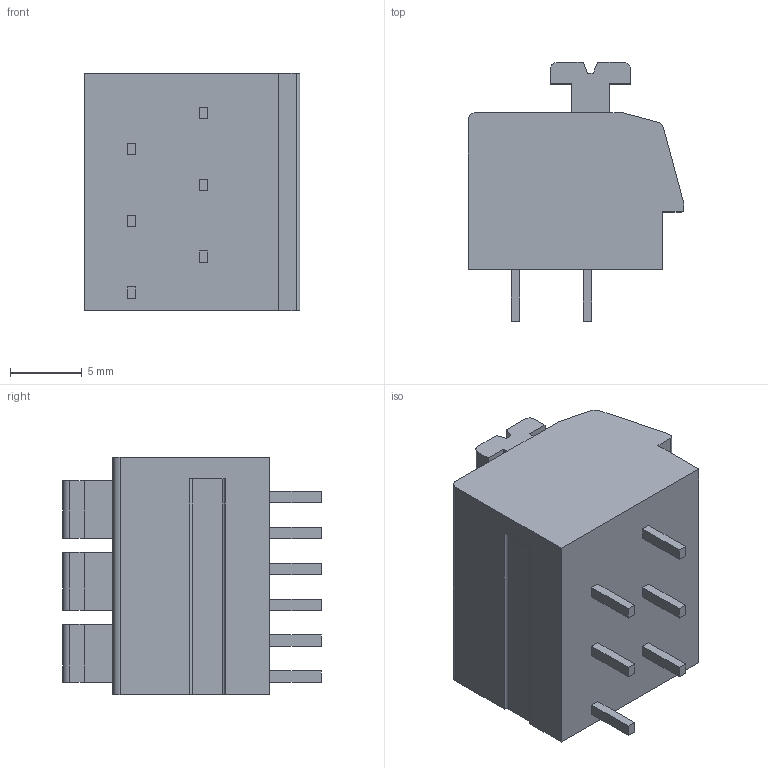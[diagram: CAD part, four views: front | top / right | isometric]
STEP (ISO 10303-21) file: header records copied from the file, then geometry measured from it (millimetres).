
FILE_DESCRIPTION( ( 'STEP AP214' ), '1' );
FILE_NAME( '804-103.stp', '2020-03-11T23:36:08', ( '' ), ( '' ), ' ', 'PARTsolutions', ' ' );
FILE_SCHEMA( ( 'AUTOMOTIVE_DESIGN { 1 0 10303 214 1 1 1 1 }' ) );
Length unit declared in the file: millimetre
Products named in the file (1): _804-103
Bounding box: 15 x 18 x 16.5 mm (x, y, z)
Volume: 2555 mm3; surface area: 1604.4 mm2
Topology: 1 solids, 1 shells, 131 faces, 333 edges, 219 vertices
Faces by surface type: plane 111, cylinder 17, cone 3
Full cylindrical faces by diameter (mm): 2.2 x3, 4.4 x3
Entity records: 4887 total; most frequent: CARTESIAN_POINT 669, ORIENTED_EDGE 642, DIRECTION 625, EDGE_CURVE 321, LINE 281, VECTOR 281, VERTEX_POINT 216, AXIS2_PLACEMENT_3D 172
